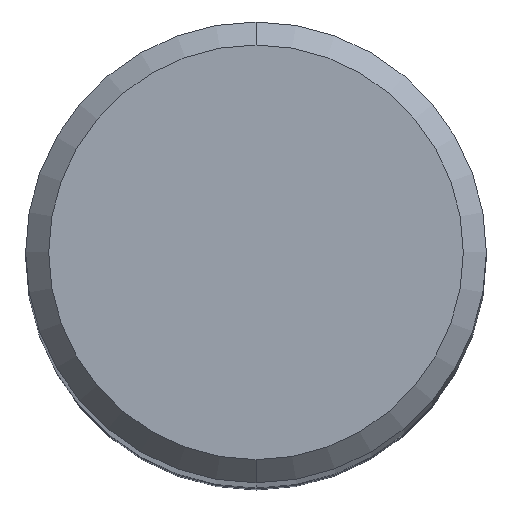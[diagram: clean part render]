
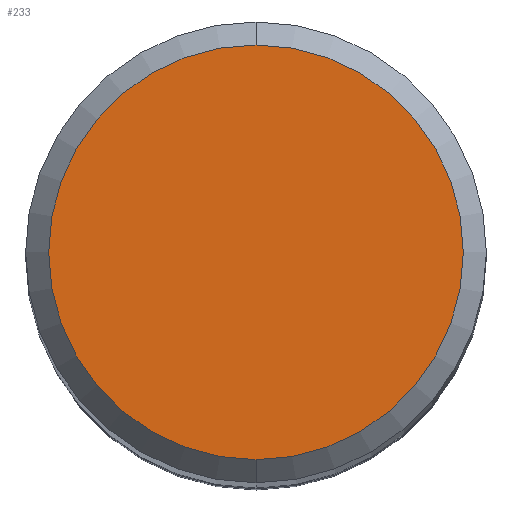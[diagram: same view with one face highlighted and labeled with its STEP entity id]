
A CAD part, top view. The second image highlights one B-rep face of the part: STEP entity #233.
In plain terms, the highlighted planar face has unit normal (0, 0, 1).
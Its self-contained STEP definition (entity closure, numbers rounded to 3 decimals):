
#139=EDGE_CURVE('',#173,#181,#370,.T.);
#173=VERTEX_POINT('',#406);
#181=VERTEX_POINT('',#417);
#233=ADVANCED_FACE('',(#474),#475,.T.);
#251=EDGE_CURVE('',#181,#173,#494,.T.);
#370=CIRCLE('',#622,3.6);
#406=CARTESIAN_POINT('',(0.0,3.6,0.0));
#417=CARTESIAN_POINT('',(0.,-3.6,0.0));
#474=FACE_OUTER_BOUND('',#755,.T.);
#475=PLANE('',#756);
#494=CIRCLE('',#781,3.6);
#622=AXIS2_PLACEMENT_3D('',#931,#932,#933);
#755=EDGE_LOOP('',(#1058,#1059));
#756=AXIS2_PLACEMENT_3D('',#1060,#1061,#1062);
#781=AXIS2_PLACEMENT_3D('',#1080,#1081,#1082);
#931=CARTESIAN_POINT('',(0.0,0.0,0.0));
#932=DIRECTION('',(0.0,0.0,-1.0));
#933=DIRECTION('',(0.0,1.0,0.0));
#1058=ORIENTED_EDGE('',*,*,#139,.F.);
#1059=ORIENTED_EDGE('',*,*,#251,.F.);
#1060=CARTESIAN_POINT('',(0.0,1.8,0.0));
#1061=DIRECTION('',(-0.0,0.0,1.0));
#1062=DIRECTION('',(0.0,-1.0,0.0));
#1080=CARTESIAN_POINT('',(0.0,0.0,0.0));
#1081=DIRECTION('',(0.0,0.0,-1.0));
#1082=DIRECTION('',(0.0,1.0,0.0));
